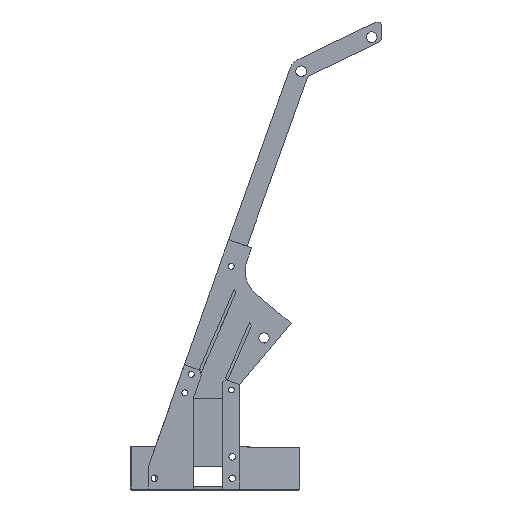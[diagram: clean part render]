
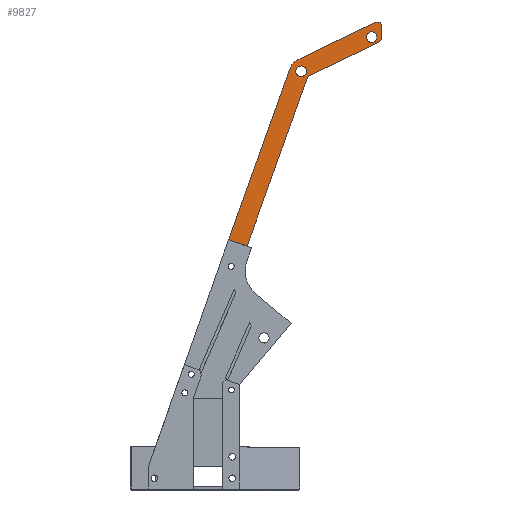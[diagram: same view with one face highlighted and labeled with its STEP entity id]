
A CAD part, left-side view. The second image highlights one B-rep face of the part: STEP entity #9827.
In plain terms, the highlighted planar face has unit normal (-1, 0, 0).
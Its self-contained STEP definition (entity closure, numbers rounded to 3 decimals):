
#185=FACE_BOUND('',#1500,.T.);
#186=FACE_BOUND('',#1501,.T.);
#448=PLANE('',#10623);
#904=FACE_OUTER_BOUND('',#1499,.T.);
#1499=EDGE_LOOP('',(#8020,#8021,#8022,#8023,#8024,#8025,#8026,#8027,#8028,
#8029,#8030,#8031,#8032,#8033,#8034,#8035));
#1500=EDGE_LOOP('',(#8036));
#1501=EDGE_LOOP('',(#8037));
#2383=LINE('',#15137,#3521);
#2386=LINE('',#15143,#3524);
#2387=LINE('',#15145,#3525);
#2388=LINE('',#15147,#3526);
#2389=LINE('',#15149,#3527);
#2390=LINE('',#15151,#3528);
#2391=LINE('',#15153,#3529);
#2392=LINE('',#15155,#3530);
#2393=LINE('',#15157,#3531);
#2394=LINE('',#15159,#3532);
#2395=LINE('',#15161,#3533);
#2396=LINE('',#15163,#3534);
#2397=LINE('',#15167,#3535);
#3521=VECTOR('',#12363,10.);
#3524=VECTOR('',#12368,10.);
#3525=VECTOR('',#12369,10.);
#3526=VECTOR('',#12370,10.);
#3527=VECTOR('',#12371,10.);
#3528=VECTOR('',#12372,10.);
#3529=VECTOR('',#12373,10.);
#3530=VECTOR('',#12374,10.);
#3531=VECTOR('',#12375,10.);
#3532=VECTOR('',#12376,10.);
#3533=VECTOR('',#12377,10.);
#3534=VECTOR('',#12378,10.);
#3535=VECTOR('',#12381,10.);
#4247=CIRCLE('',#10620,7.5);
#4249=CIRCLE('',#10624,7.5);
#4250=CIRCLE('',#10625,7.5);
#4251=CIRCLE('',#10626,5.5);
#4252=CIRCLE('',#10627,5.5);
#4807=VERTEX_POINT('',#15127);
#4808=VERTEX_POINT('',#15128);
#4811=VERTEX_POINT('',#15136);
#4813=VERTEX_POINT('',#15142);
#4814=VERTEX_POINT('',#15144);
#4815=VERTEX_POINT('',#15146);
#4816=VERTEX_POINT('',#15148);
#4817=VERTEX_POINT('',#15150);
#4818=VERTEX_POINT('',#15152);
#4819=VERTEX_POINT('',#15154);
#4820=VERTEX_POINT('',#15156);
#4821=VERTEX_POINT('',#15158);
#4822=VERTEX_POINT('',#15160);
#4823=VERTEX_POINT('',#15162);
#4824=VERTEX_POINT('',#15164);
#4825=VERTEX_POINT('',#15166);
#4826=VERTEX_POINT('',#15169);
#4827=VERTEX_POINT('',#15171);
#5948=EDGE_CURVE('',#4807,#4808,#4247,.T.);
#5952=EDGE_CURVE('',#4811,#4808,#2383,.T.);
#5955=EDGE_CURVE('',#4813,#4807,#2386,.T.);
#5956=EDGE_CURVE('',#4814,#4813,#2387,.T.);
#5957=EDGE_CURVE('',#4815,#4814,#2388,.T.);
#5958=EDGE_CURVE('',#4816,#4815,#2389,.T.);
#5959=EDGE_CURVE('',#4817,#4816,#2390,.T.);
#5960=EDGE_CURVE('',#4818,#4817,#2391,.T.);
#5961=EDGE_CURVE('',#4819,#4818,#2392,.T.);
#5962=EDGE_CURVE('',#4820,#4819,#2393,.T.);
#5963=EDGE_CURVE('',#4821,#4820,#2394,.T.);
#5964=EDGE_CURVE('',#4822,#4821,#2395,.T.);
#5965=EDGE_CURVE('',#4822,#4823,#2396,.T.);
#5966=EDGE_CURVE('',#4824,#4823,#4249,.T.);
#5967=EDGE_CURVE('',#4824,#4825,#2397,.T.);
#5968=EDGE_CURVE('',#4811,#4825,#4250,.T.);
#5969=EDGE_CURVE('',#4826,#4826,#4251,.T.);
#5970=EDGE_CURVE('',#4827,#4827,#4252,.T.);
#8020=ORIENTED_EDGE('',*,*,#5948,.F.);
#8021=ORIENTED_EDGE('',*,*,#5955,.F.);
#8022=ORIENTED_EDGE('',*,*,#5956,.F.);
#8023=ORIENTED_EDGE('',*,*,#5957,.F.);
#8024=ORIENTED_EDGE('',*,*,#5958,.F.);
#8025=ORIENTED_EDGE('',*,*,#5959,.F.);
#8026=ORIENTED_EDGE('',*,*,#5960,.F.);
#8027=ORIENTED_EDGE('',*,*,#5961,.F.);
#8028=ORIENTED_EDGE('',*,*,#5962,.F.);
#8029=ORIENTED_EDGE('',*,*,#5963,.F.);
#8030=ORIENTED_EDGE('',*,*,#5964,.F.);
#8031=ORIENTED_EDGE('',*,*,#5965,.T.);
#8032=ORIENTED_EDGE('',*,*,#5966,.F.);
#8033=ORIENTED_EDGE('',*,*,#5967,.T.);
#8034=ORIENTED_EDGE('',*,*,#5968,.F.);
#8035=ORIENTED_EDGE('',*,*,#5952,.T.);
#8036=ORIENTED_EDGE('',*,*,#5969,.F.);
#8037=ORIENTED_EDGE('',*,*,#5970,.F.);
#9827=ADVANCED_FACE('',(#904,#185,#186),#448,.F.);
#10620=AXIS2_PLACEMENT_3D('',#15129,#12355,#12356);
#10623=AXIS2_PLACEMENT_3D('',#15141,#12366,#12367);
#10624=AXIS2_PLACEMENT_3D('',#15165,#12379,#12380);
#10625=AXIS2_PLACEMENT_3D('',#15168,#12382,#12383);
#10626=AXIS2_PLACEMENT_3D('',#15170,#12384,#12385);
#10627=AXIS2_PLACEMENT_3D('',#15172,#12386,#12387);
#12355=DIRECTION('center_axis',(1.,0.,0.));
#12356=DIRECTION('ref_axis',(0.,-0.756,0.655));
#12363=DIRECTION('',(0.,0.005,1.));
#12366=DIRECTION('center_axis',(1.,0.,0.));
#12367=DIRECTION('ref_axis',(0.,-1.,0.));
#12368=DIRECTION('',(0.,-0.986,-0.167));
#12369=DIRECTION('',(0.,-0.997,0.083));
#12370=DIRECTION('',(0.,-0.902,0.432));
#12371=DIRECTION('',(0.,-0.897,0.442));
#12372=DIRECTION('',(0.,-0.834,0.552));
#12373=DIRECTION('',(0.,-0.757,0.654));
#12374=DIRECTION('',(0.,-0.659,0.752));
#12375=DIRECTION('',(0.,-0.5,0.866));
#12376=DIRECTION('',(0.,-0.337,0.941));
#12377=DIRECTION('',(0.,0.941,0.337));
#12378=DIRECTION('',(0.,-0.337,0.941));
#12379=DIRECTION('center_axis',(-1.,0.,0.));
#12380=DIRECTION('ref_axis',(0.,0.743,0.67));
#12381=DIRECTION('',(0.,-0.902,0.432));
#12382=DIRECTION('center_axis',(1.,0.,0.));
#12383=DIRECTION('ref_axis',(0.,-0.848,-0.531));
#12384=DIRECTION('center_axis',(-1.,0.,0.));
#12385=DIRECTION('ref_axis',(0.,-1.,0.));
#12386=DIRECTION('center_axis',(-1.,0.,0.));
#12387=DIRECTION('ref_axis',(0.,-1.,0.));
#15127=CARTESIAN_POINT('',(-18.,68.708,472.395));
#15128=CARTESIAN_POINT('',(-18.,66.877,467.526));
#15129=CARTESIAN_POINT('Origin',(-18.,74.377,467.485));
#15136=CARTESIAN_POINT('',(-18.,66.825,458.042));
#15137=CARTESIAN_POINT('',(-18.,66.799,453.29));
#15141=CARTESIAN_POINT('Origin',(-18.,145.349,357.895));
#15142=CARTESIAN_POINT('',(-18.,70.619,472.719));
#15143=CARTESIAN_POINT('',(-18.,70.619,472.719));
#15144=CARTESIAN_POINT('',(-18.,72.939,472.525));
#15145=CARTESIAN_POINT('',(-18.,72.939,472.525));
#15146=CARTESIAN_POINT('',(-18.,138.91,440.925));
#15147=CARTESIAN_POINT('',(-18.,138.91,440.925));
#15148=CARTESIAN_POINT('',(-18.,154.047,433.461));
#15149=CARTESIAN_POINT('',(-18.,154.047,433.461));
#15150=CARTESIAN_POINT('',(-18.,155.942,432.207));
#15151=CARTESIAN_POINT('',(-18.,155.942,432.207));
#15152=CARTESIAN_POINT('',(-18.,157.58,430.792));
#15153=CARTESIAN_POINT('',(-18.,157.58,430.792));
#15154=CARTESIAN_POINT('',(-18.,159.217,428.924));
#15155=CARTESIAN_POINT('',(-18.,159.217,428.924));
#15156=CARTESIAN_POINT('',(-18.,160.674,426.401));
#15157=CARTESIAN_POINT('',(-18.,160.674,426.401));
#15158=CARTESIAN_POINT('',(-18.,223.899,249.812));
#15159=CARTESIAN_POINT('',(-18.,231.498,228.587));
#15160=CARTESIAN_POINT('',(-18.,205.07,243.071));
#15161=CARTESIAN_POINT('',(-18.,205.07,243.071));
#15162=CARTESIAN_POINT('',(-18.,143.885,413.961));
#15163=CARTESIAN_POINT('',(-18.,205.07,243.071));
#15164=CARTESIAN_POINT('',(-18.,140.064,418.197));
#15165=CARTESIAN_POINT('Origin',(-18.,136.824,411.433));
#15166=CARTESIAN_POINT('',(-18.,71.085,451.237));
#15167=CARTESIAN_POINT('',(-18.,142.845,416.864));
#15168=CARTESIAN_POINT('Origin',(-18.,74.325,458.001));
#15169=CARTESIAN_POINT('',(-18.,154.989,422.155));
#15170=CARTESIAN_POINT('Origin',(-18.,149.489,422.155));
#15171=CARTESIAN_POINT('',(-18.,82.837,457.215));
#15172=CARTESIAN_POINT('Origin',(-18.,77.337,457.215));
